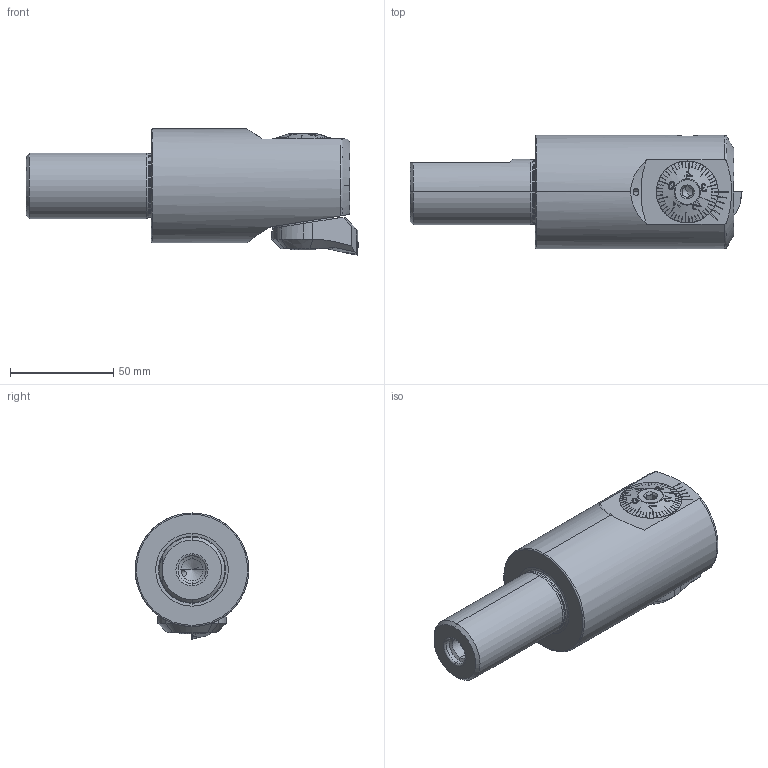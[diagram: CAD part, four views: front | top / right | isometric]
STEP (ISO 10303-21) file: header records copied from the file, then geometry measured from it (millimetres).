
FILE_DESCRIPTION (( 'STEP AP203' ), '1' );
FILE_NAME ('W31.F55.067.100.STEP', '2024-08-15T14:55:41', ( '' ), ( '' ), 'SwSTEP 2.0', 'SolidWorks 2022', '' );
FILE_SCHEMA (( 'CONFIG_CONTROL_DESIGN' ));
Length unit declared in the file: millimetre
Products named in the file (20): F55-BG2.014.015_B; WCB-ER2.001.009_A; F55-BG1.012.012_A; F55-BG2.015.015_B; W31-F55.K20.100_B; WCA-ER2.001.005_A; F55-WCA.001.013_D_fertigbearbeitet; Klebstoff D10; A55-BG2.011.016_D; W31.F55.067.100; A55-BG2.013.005_C; F55-BG1.014.036; A55-BG3.011.033_A_gekürzt; F55-ER1.101.016_A; CCMT060204; F55-BG1.011.036_D; DIN 3771 - 25x1.5; A55-BG2.012.006_B; F55-BG1.011.036; F55-WCA.001.013
Assembly tree (19 placements, depth 4):
  W31.F55.067.100
    W31-F55.K20.100_B
    F55-WCA.001.013
      F55-WCA.001.013_D_fertigbearbeitet
      CCMT060204
      WCA-ER2.001.005_A
    F55-ER1.101.016_A
    F55-BG1.014.036
      F55-BG1.011.036
        F55-BG1.011.036_D
        F55-BG1.012.012_A
      A55-BG2.013.005_C
      A55-BG2.012.006_B
      F55-BG2.015.015_B
        A55-BG2.011.016_D
        F55-BG2.014.015_B
      DIN 3771 - 25x1.5
    A55-BG3.011.033_A_gekürzt
    Klebstoff D10
    WCB-ER2.001.009_A
Bounding box: 160.7 x 55 x 61 mm (x, y, z)
Volume: 252245.2 mm3; surface area: 54111.1 mm2
Topology: 15 solids, 15 shells, 817 faces, 2102 edges, 1319 vertices
Faces by surface type: plane 320, cone 202, cylinder 169, torus 75, bspline 47, sphere 4
Entity records: 30151 total; most frequent: CARTESIAN_POINT 9146, ORIENTED_EDGE 4176, DIRECTION 3682, EDGE_CURVE 2088, AXIS2_PLACEMENT_3D 1459, VERTEX_POINT 1319, EDGE_LOOP 863, FACE_OUTER_BOUND 817
